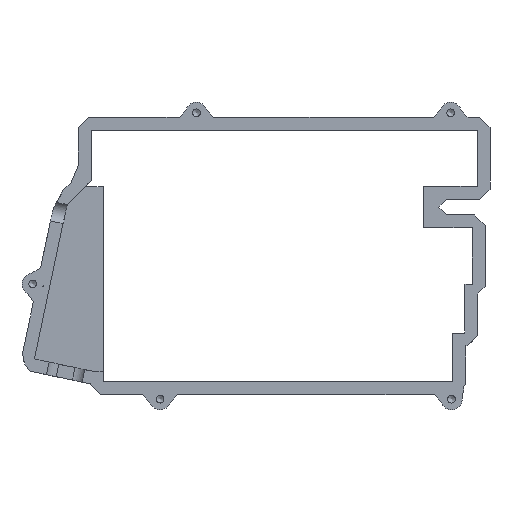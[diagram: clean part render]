
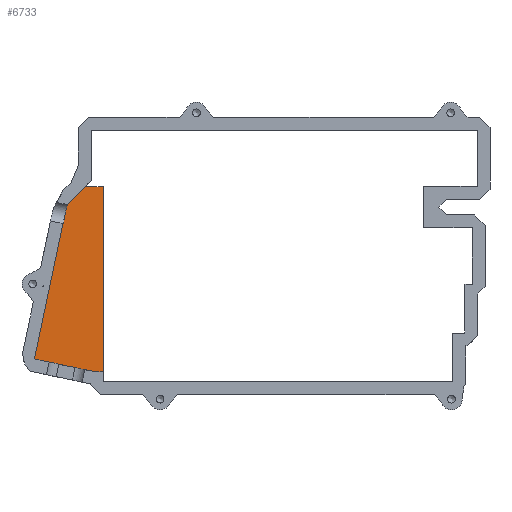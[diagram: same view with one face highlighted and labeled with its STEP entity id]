
A CAD part, front view. The second image highlights one B-rep face of the part: STEP entity #6733.
In plain terms, the highlighted planar face has unit normal (0, -1, 0).
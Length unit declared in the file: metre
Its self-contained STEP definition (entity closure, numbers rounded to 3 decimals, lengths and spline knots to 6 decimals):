
#346=LINE('',#10144,#1117);
#349=LINE('',#10152,#1120);
#351=LINE('',#10158,#1122);
#353=LINE('',#10164,#1124);
#355=LINE('',#10169,#1126);
#356=LINE('',#10171,#1127);
#358=LINE('',#10175,#1129);
#360=LINE('',#10179,#1131);
#362=LINE('',#10183,#1133);
#364=LINE('',#10187,#1135);
#366=LINE('',#10191,#1137);
#372=LINE('',#10210,#1143);
#373=LINE('',#10212,#1144);
#375=LINE('',#10216,#1146);
#377=LINE('',#10221,#1148);
#413=LINE('',#10291,#1184);
#567=LINE('',#10634,#1338);
#1117=VECTOR('',#8001,1.);
#1120=VECTOR('',#8008,1.);
#1122=VECTOR('',#8014,1.);
#1124=VECTOR('',#8020,1.);
#1126=VECTOR('',#8026,1.);
#1127=VECTOR('',#8029,1.);
#1129=VECTOR('',#8033,1.);
#1131=VECTOR('',#8037,1.);
#1133=VECTOR('',#8041,1.);
#1135=VECTOR('',#8045,1.);
#1137=VECTOR('',#8049,1.);
#1143=VECTOR('',#8065,1.);
#1144=VECTOR('',#8068,1.);
#1146=VECTOR('',#8072,1.);
#1148=VECTOR('',#8078,1.);
#1184=VECTOR('',#8144,1.);
#1338=VECTOR('',#8428,1.);
#2388=ORIENTED_EDGE('',*,*,#4025,.T.);
#2389=ORIENTED_EDGE('',*,*,#3985,.T.);
#2390=ORIENTED_EDGE('',*,*,#3989,.T.);
#2391=ORIENTED_EDGE('',*,*,#3992,.T.);
#2392=ORIENTED_EDGE('',*,*,#3995,.T.);
#2393=ORIENTED_EDGE('',*,*,#3998,.T.);
#2394=ORIENTED_EDGE('',*,*,#3999,.T.);
#2395=ORIENTED_EDGE('',*,*,#4001,.T.);
#2396=ORIENTED_EDGE('',*,*,#4003,.T.);
#2397=ORIENTED_EDGE('',*,*,#4005,.T.);
#2398=ORIENTED_EDGE('',*,*,#4007,.T.);
#2399=ORIENTED_EDGE('',*,*,#4009,.T.);
#2400=ORIENTED_EDGE('',*,*,#4019,.T.);
#2401=ORIENTED_EDGE('',*,*,#4020,.T.);
#2402=ORIENTED_EDGE('',*,*,#4022,.T.);
#2403=ORIENTED_EDGE('',*,*,#4061,.T.);
#2404=ORIENTED_EDGE('',*,*,#4233,.T.);
#3985=EDGE_CURVE('',#4990,#4989,#346,.T.);
#3989=EDGE_CURVE('',#4989,#4992,#349,.T.);
#3992=EDGE_CURVE('',#4992,#4994,#351,.T.);
#3995=EDGE_CURVE('',#4994,#4996,#353,.T.);
#3998=EDGE_CURVE('',#4996,#4997,#355,.T.);
#3999=EDGE_CURVE('',#4997,#4998,#356,.T.);
#4001=EDGE_CURVE('',#4998,#4999,#358,.T.);
#4003=EDGE_CURVE('',#4999,#5000,#360,.T.);
#4005=EDGE_CURVE('',#5000,#5001,#362,.T.);
#4007=EDGE_CURVE('',#5001,#5002,#364,.T.);
#4009=EDGE_CURVE('',#5002,#5003,#366,.T.);
#4019=EDGE_CURVE('',#5003,#5010,#372,.T.);
#4020=EDGE_CURVE('',#5010,#5011,#373,.T.);
#4022=EDGE_CURVE('',#5011,#5012,#375,.T.);
#4025=EDGE_CURVE('',#5013,#4990,#377,.T.);
#4061=EDGE_CURVE('',#5012,#5031,#413,.T.);
#4233=EDGE_CURVE('',#5031,#5013,#567,.T.);
#4989=VERTEX_POINT('',#10143);
#4990=VERTEX_POINT('',#10145);
#4992=VERTEX_POINT('',#10151);
#4994=VERTEX_POINT('',#10157);
#4996=VERTEX_POINT('',#10163);
#4997=VERTEX_POINT('',#10168);
#4998=VERTEX_POINT('',#10172);
#4999=VERTEX_POINT('',#10176);
#5000=VERTEX_POINT('',#10180);
#5001=VERTEX_POINT('',#10184);
#5002=VERTEX_POINT('',#10188);
#5003=VERTEX_POINT('',#10192);
#5010=VERTEX_POINT('',#10209);
#5011=VERTEX_POINT('',#10213);
#5012=VERTEX_POINT('',#10217);
#5013=VERTEX_POINT('',#10222);
#5031=VERTEX_POINT('',#10290);
#5692=EDGE_LOOP('',(#2388,#2389,#2390,#2391,#2392,#2393,#2394,#2395,#2396,
#2397,#2398,#2399,#2400,#2401,#2402,#2403,#2404));
#6091=FACE_BOUND('',#5692,.T.);
#6470=PLANE('',#7230);
#6733=ADVANCED_FACE('',(#6091),#6470,.F.);
#7230=AXIS2_PLACEMENT_3D('',#10635,#8429,#8430);
#8001=DIRECTION('',(-0.707,0.,-0.707));
#8008=DIRECTION('',(-0.219,0.,-0.976));
#8014=DIRECTION('',(-0.219,0.,-0.976));
#8020=DIRECTION('',(-0.224,0.,-0.975));
#8026=DIRECTION('',(-0.225,0.,-0.974));
#8029=DIRECTION('',(-0.227,0.,-0.974));
#8033=DIRECTION('',(-0.206,0.,-0.979));
#8037=DIRECTION('',(-0.207,0.,-0.978));
#8041=DIRECTION('',(0.976,0.,-0.217));
#8045=DIRECTION('',(0.976,0.,-0.216));
#8049=DIRECTION('',(0.979,0.,-0.206));
#8065=DIRECTION('',(0.978,0.,-0.207));
#8068=DIRECTION('',(0.978,0.,-0.207));
#8072=DIRECTION('',(1.,0.,0.));
#8078=DIRECTION('',(-0.707,0.,-0.707));
#8144=DIRECTION('',(0.,0.,1.));
#8428=DIRECTION('',(-1.,0.,0.));
#8429=DIRECTION('',(0.,1.,0.));
#8430=DIRECTION('',(1.,0.,0.));
#10143=CARTESIAN_POINT('',(0.232123,0.0105,0.096252));
#10144=CARTESIAN_POINT('',(0.232274,0.0105,0.096403));
#10145=CARTESIAN_POINT('',(0.232425,0.0105,0.096553));
#10151=CARTESIAN_POINT('',(0.23203,0.0105,0.095836));
#10152=CARTESIAN_POINT('',(0.232077,0.0105,0.096044));
#10157=CARTESIAN_POINT('',(0.230579,0.0105,0.089371));
#10158=CARTESIAN_POINT('',(0.231304,0.0105,0.092604));
#10163=CARTESIAN_POINT('',(0.230572,0.0105,0.089341));
#10164=CARTESIAN_POINT('',(0.230575,0.0105,0.089356));
#10168=CARTESIAN_POINT('',(0.230179,0.0105,0.08764));
#10169=CARTESIAN_POINT('',(0.230375,0.0105,0.088491));
#10171=CARTESIAN_POINT('',(0.230178,0.0105,0.087634));
#10172=CARTESIAN_POINT('',(0.230176,0.0105,0.087628));
#10175=CARTESIAN_POINT('',(0.230175,0.0105,0.087622));
#10176=CARTESIAN_POINT('',(0.230174,0.0105,0.087617));
#10179=CARTESIAN_POINT('',(0.224732,0.0105,0.061836));
#10180=CARTESIAN_POINT('',(0.21929,0.0105,0.036055));
#10183=CARTESIAN_POINT('',(0.220597,0.0105,0.035765));
#10184=CARTESIAN_POINT('',(0.221903,0.0105,0.035475));
#10187=CARTESIAN_POINT('',(0.221904,0.0105,0.035475));
#10188=CARTESIAN_POINT('',(0.221905,0.0105,0.035474));
#10191=CARTESIAN_POINT('',(0.221909,0.0105,0.035474));
#10192=CARTESIAN_POINT('',(0.221913,0.0105,0.035473));
#10209=CARTESIAN_POINT('',(0.242552,0.0105,0.031107));
#10210=CARTESIAN_POINT('',(0.232233,0.0105,0.03329));
#10212=CARTESIAN_POINT('',(0.242627,0.0105,0.031091));
#10213=CARTESIAN_POINT('',(0.242702,0.0105,0.031075));
#10216=CARTESIAN_POINT('',(0.244426,0.0105,0.031075));
#10217=CARTESIAN_POINT('',(0.24615,0.0105,0.031075));
#10221=CARTESIAN_POINT('',(0.235779,0.0105,0.099908));
#10222=CARTESIAN_POINT('',(0.239134,0.0105,0.103263));
#10290=CARTESIAN_POINT('',(0.24615,0.0105,0.103263));
#10291=CARTESIAN_POINT('',(0.24615,0.0105,0.067169));
#10634=CARTESIAN_POINT('',(0.242642,0.0105,0.103263));
#10635=CARTESIAN_POINT('',(0.305169,0.0105,0.0762));
